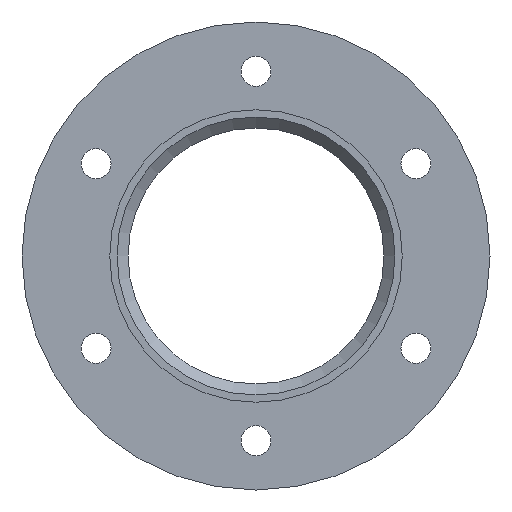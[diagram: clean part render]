
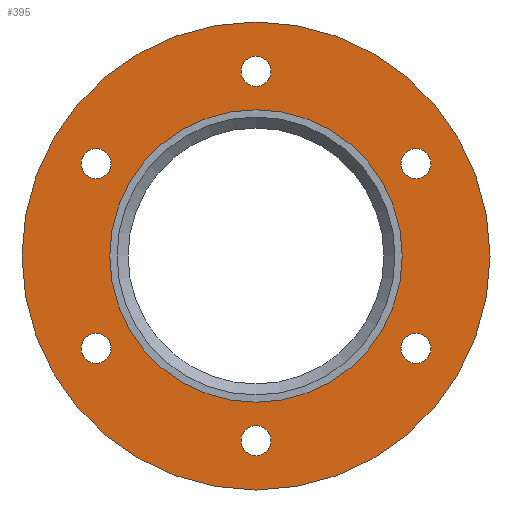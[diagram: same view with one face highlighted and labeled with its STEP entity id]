
A CAD part, left-side view. The second image highlights one B-rep face of the part: STEP entity #395.
In plain terms, the highlighted planar face has unit normal (-1, 0, 0).
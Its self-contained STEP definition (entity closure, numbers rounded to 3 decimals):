
#239 = CYLINDRICAL_SURFACE('',#240,40.);
#240 = AXIS2_PLACEMENT_3D('',#241,#242,#243);
#241 = CARTESIAN_POINT('',(0.,0.,0.));
#242 = DIRECTION('',(1.,0.,0.));
#243 = DIRECTION('',(0.,1.,0.));
#289 = EDGE_CURVE('',#290,#290,#292,.T.);
#290 = VERTEX_POINT('',#291);
#291 = CARTESIAN_POINT('',(0.,40.,0.));
#292 = SURFACE_CURVE('',#293,(#298,#305),.PCURVE_S1.);
#293 = CIRCLE('',#294,40.);
#294 = AXIS2_PLACEMENT_3D('',#295,#296,#297);
#295 = CARTESIAN_POINT('',(0.,0.,0.));
#296 = DIRECTION('',(-1.,0.,0.));
#297 = DIRECTION('',(0.,1.,0.));
#298 = PCURVE('',#239,#299);
#299 = DEFINITIONAL_REPRESENTATION('',(#300),#304);
#300 = LINE('',#301,#302);
#301 = CARTESIAN_POINT('',(-0.,0.));
#302 = VECTOR('',#303,1.);
#303 = DIRECTION('',(-1.,0.));
#304 = ( GEOMETRIC_REPRESENTATION_CONTEXT(2) 
PARAMETRIC_REPRESENTATION_CONTEXT() REPRESENTATION_CONTEXT('2D SPACE',''
  ) );
#305 = PCURVE('',#306,#311);
#306 = PLANE('',#307);
#307 = AXIS2_PLACEMENT_3D('',#308,#309,#310);
#308 = CARTESIAN_POINT('',(0.,0.,0.));
#309 = DIRECTION('',(-1.,-0.,-0.));
#310 = DIRECTION('',(0.,1.,0.));
#311 = DEFINITIONAL_REPRESENTATION('',(#312),#316);
#312 = CIRCLE('',#313,40.);
#313 = AXIS2_PLACEMENT_2D('',#314,#315);
#314 = CARTESIAN_POINT('',(0.,0.));
#315 = DIRECTION('',(1.,-0.));
#316 = ( GEOMETRIC_REPRESENTATION_CONTEXT(2) 
PARAMETRIC_REPRESENTATION_CONTEXT() REPRESENTATION_CONTEXT('2D SPACE',''
  ) );
#395 = ADVANCED_FACE('',(#396,#427,#458,#489,#520,#551,#554,#585),#306,
  .T.);
#396 = FACE_BOUND('',#397,.F.);
#397 = EDGE_LOOP('',(#398));
#398 = ORIENTED_EDGE('',*,*,#399,.F.);
#399 = EDGE_CURVE('',#400,#400,#402,.T.);
#400 = VERTEX_POINT('',#401);
#401 = CARTESIAN_POINT('',(0.,64.,0.));
#402 = SURFACE_CURVE('',#403,(#408,#415),.PCURVE_S1.);
#403 = CIRCLE('',#404,64.);
#404 = AXIS2_PLACEMENT_3D('',#405,#406,#407);
#405 = CARTESIAN_POINT('',(0.,0.,0.));
#406 = DIRECTION('',(-1.,0.,0.));
#407 = DIRECTION('',(0.,1.,0.));
#408 = PCURVE('',#306,#409);
#409 = DEFINITIONAL_REPRESENTATION('',(#410),#414);
#410 = CIRCLE('',#411,64.);
#411 = AXIS2_PLACEMENT_2D('',#412,#413);
#412 = CARTESIAN_POINT('',(0.,0.));
#413 = DIRECTION('',(1.,-0.));
#414 = ( GEOMETRIC_REPRESENTATION_CONTEXT(2) 
PARAMETRIC_REPRESENTATION_CONTEXT() REPRESENTATION_CONTEXT('2D SPACE',''
  ) );
#415 = PCURVE('',#416,#421);
#416 = CYLINDRICAL_SURFACE('',#417,64.);
#417 = AXIS2_PLACEMENT_3D('',#418,#419,#420);
#418 = CARTESIAN_POINT('',(0.,0.,0.));
#419 = DIRECTION('',(1.,0.,0.));
#420 = DIRECTION('',(0.,1.,0.));
#421 = DEFINITIONAL_REPRESENTATION('',(#422),#426);
#422 = LINE('',#423,#424);
#423 = CARTESIAN_POINT('',(-0.,0.));
#424 = VECTOR('',#425,1.);
#425 = DIRECTION('',(-1.,0.));
#426 = ( GEOMETRIC_REPRESENTATION_CONTEXT(2) 
PARAMETRIC_REPRESENTATION_CONTEXT() REPRESENTATION_CONTEXT('2D SPACE',''
  ) );
#427 = FACE_BOUND('',#428,.F.);
#428 = EDGE_LOOP('',(#429));
#429 = ORIENTED_EDGE('',*,*,#430,.T.);
#430 = EDGE_CURVE('',#431,#431,#433,.T.);
#431 = VERTEX_POINT('',#432);
#432 = CARTESIAN_POINT('',(0.,47.285,-27.3));
#433 = SURFACE_CURVE('',#434,(#439,#446),.PCURVE_S1.);
#434 = CIRCLE('',#435,4.1);
#435 = AXIS2_PLACEMENT_3D('',#436,#437,#438);
#436 = CARTESIAN_POINT('',(0.,43.734,-25.25));
#437 = DIRECTION('',(-1.,0.,-0.));
#438 = DIRECTION('',(0.,0.866,-0.5));
#439 = PCURVE('',#306,#440);
#440 = DEFINITIONAL_REPRESENTATION('',(#441),#445);
#441 = CIRCLE('',#442,4.1);
#442 = AXIS2_PLACEMENT_2D('',#443,#444);
#443 = CARTESIAN_POINT('',(43.734,25.25));
#444 = DIRECTION('',(0.866,0.5));
#445 = ( GEOMETRIC_REPRESENTATION_CONTEXT(2) 
PARAMETRIC_REPRESENTATION_CONTEXT() REPRESENTATION_CONTEXT('2D SPACE',''
  ) );
#446 = PCURVE('',#447,#452);
#447 = CYLINDRICAL_SURFACE('',#448,4.1);
#448 = AXIS2_PLACEMENT_3D('',#449,#450,#451);
#449 = CARTESIAN_POINT('',(0.,43.734,-25.25));
#450 = DIRECTION('',(1.,0.,0.));
#451 = DIRECTION('',(0.,0.866,-0.5));
#452 = DEFINITIONAL_REPRESENTATION('',(#453),#457);
#453 = LINE('',#454,#455);
#454 = CARTESIAN_POINT('',(-0.,0.));
#455 = VECTOR('',#456,1.);
#456 = DIRECTION('',(-1.,0.));
#457 = ( GEOMETRIC_REPRESENTATION_CONTEXT(2) 
PARAMETRIC_REPRESENTATION_CONTEXT() REPRESENTATION_CONTEXT('2D SPACE',''
  ) );
#458 = FACE_BOUND('',#459,.F.);
#459 = EDGE_LOOP('',(#460));
#460 = ORIENTED_EDGE('',*,*,#461,.T.);
#461 = EDGE_CURVE('',#462,#462,#464,.T.);
#462 = VERTEX_POINT('',#463);
#463 = CARTESIAN_POINT('',(0.,47.285,27.3));
#464 = SURFACE_CURVE('',#465,(#470,#477),.PCURVE_S1.);
#465 = CIRCLE('',#466,4.1);
#466 = AXIS2_PLACEMENT_3D('',#467,#468,#469);
#467 = CARTESIAN_POINT('',(0.,43.734,25.25));
#468 = DIRECTION('',(-1.,0.,0.));
#469 = DIRECTION('',(0.,0.866,0.5));
#470 = PCURVE('',#306,#471);
#471 = DEFINITIONAL_REPRESENTATION('',(#472),#476);
#472 = CIRCLE('',#473,4.1);
#473 = AXIS2_PLACEMENT_2D('',#474,#475);
#474 = CARTESIAN_POINT('',(43.734,-25.25));
#475 = DIRECTION('',(0.866,-0.5));
#476 = ( GEOMETRIC_REPRESENTATION_CONTEXT(2) 
PARAMETRIC_REPRESENTATION_CONTEXT() REPRESENTATION_CONTEXT('2D SPACE',''
  ) );
#477 = PCURVE('',#478,#483);
#478 = CYLINDRICAL_SURFACE('',#479,4.1);
#479 = AXIS2_PLACEMENT_3D('',#480,#481,#482);
#480 = CARTESIAN_POINT('',(0.,43.734,25.25));
#481 = DIRECTION('',(1.,0.,0.));
#482 = DIRECTION('',(0.,0.866,0.5));
#483 = DEFINITIONAL_REPRESENTATION('',(#484),#488);
#484 = LINE('',#485,#486);
#485 = CARTESIAN_POINT('',(-0.,0.));
#486 = VECTOR('',#487,1.);
#487 = DIRECTION('',(-1.,0.));
#488 = ( GEOMETRIC_REPRESENTATION_CONTEXT(2) 
PARAMETRIC_REPRESENTATION_CONTEXT() REPRESENTATION_CONTEXT('2D SPACE',''
  ) );
#489 = FACE_BOUND('',#490,.F.);
#490 = EDGE_LOOP('',(#491));
#491 = ORIENTED_EDGE('',*,*,#492,.T.);
#492 = EDGE_CURVE('',#493,#493,#495,.T.);
#493 = VERTEX_POINT('',#494);
#494 = CARTESIAN_POINT('',(0.,0.,54.6));
#495 = SURFACE_CURVE('',#496,(#501,#508),.PCURVE_S1.);
#496 = CIRCLE('',#497,4.1);
#497 = AXIS2_PLACEMENT_3D('',#498,#499,#500);
#498 = CARTESIAN_POINT('',(0.,0.,50.5));
#499 = DIRECTION('',(-1.,0.,0.));
#500 = DIRECTION('',(0.,0.,1.));
#501 = PCURVE('',#306,#502);
#502 = DEFINITIONAL_REPRESENTATION('',(#503),#507);
#503 = CIRCLE('',#504,4.1);
#504 = AXIS2_PLACEMENT_2D('',#505,#506);
#505 = CARTESIAN_POINT('',(0.,-50.5));
#506 = DIRECTION('',(-0.,-1.));
#507 = ( GEOMETRIC_REPRESENTATION_CONTEXT(2) 
PARAMETRIC_REPRESENTATION_CONTEXT() REPRESENTATION_CONTEXT('2D SPACE',''
  ) );
#508 = PCURVE('',#509,#514);
#509 = CYLINDRICAL_SURFACE('',#510,4.1);
#510 = AXIS2_PLACEMENT_3D('',#511,#512,#513);
#511 = CARTESIAN_POINT('',(0.,0.,50.5));
#512 = DIRECTION('',(1.,0.,0.));
#513 = DIRECTION('',(0.,0.,1.));
#514 = DEFINITIONAL_REPRESENTATION('',(#515),#519);
#515 = LINE('',#516,#517);
#516 = CARTESIAN_POINT('',(-0.,0.));
#517 = VECTOR('',#518,1.);
#518 = DIRECTION('',(-1.,0.));
#519 = ( GEOMETRIC_REPRESENTATION_CONTEXT(2) 
PARAMETRIC_REPRESENTATION_CONTEXT() REPRESENTATION_CONTEXT('2D SPACE',''
  ) );
#520 = FACE_BOUND('',#521,.F.);
#521 = EDGE_LOOP('',(#522));
#522 = ORIENTED_EDGE('',*,*,#523,.T.);
#523 = EDGE_CURVE('',#524,#524,#526,.T.);
#524 = VERTEX_POINT('',#525);
#525 = CARTESIAN_POINT('',(0.,-47.285,27.3));
#526 = SURFACE_CURVE('',#527,(#532,#539),.PCURVE_S1.);
#527 = CIRCLE('',#528,4.1);
#528 = AXIS2_PLACEMENT_3D('',#529,#530,#531);
#529 = CARTESIAN_POINT('',(0.,-43.734,25.25));
#530 = DIRECTION('',(-1.,0.,0.));
#531 = DIRECTION('',(0.,-0.866,0.5));
#532 = PCURVE('',#306,#533);
#533 = DEFINITIONAL_REPRESENTATION('',(#534),#538);
#534 = CIRCLE('',#535,4.1);
#535 = AXIS2_PLACEMENT_2D('',#536,#537);
#536 = CARTESIAN_POINT('',(-43.734,-25.25));
#537 = DIRECTION('',(-0.866,-0.5));
#538 = ( GEOMETRIC_REPRESENTATION_CONTEXT(2) 
PARAMETRIC_REPRESENTATION_CONTEXT() REPRESENTATION_CONTEXT('2D SPACE',''
  ) );
#539 = PCURVE('',#540,#545);
#540 = CYLINDRICAL_SURFACE('',#541,4.1);
#541 = AXIS2_PLACEMENT_3D('',#542,#543,#544);
#542 = CARTESIAN_POINT('',(0.,-43.734,25.25));
#543 = DIRECTION('',(1.,0.,0.));
#544 = DIRECTION('',(0.,-0.866,0.5));
#545 = DEFINITIONAL_REPRESENTATION('',(#546),#550);
#546 = LINE('',#547,#548);
#547 = CARTESIAN_POINT('',(-0.,0.));
#548 = VECTOR('',#549,1.);
#549 = DIRECTION('',(-1.,0.));
#550 = ( GEOMETRIC_REPRESENTATION_CONTEXT(2) 
PARAMETRIC_REPRESENTATION_CONTEXT() REPRESENTATION_CONTEXT('2D SPACE',''
  ) );
#551 = FACE_BOUND('',#552,.F.);
#552 = EDGE_LOOP('',(#553));
#553 = ORIENTED_EDGE('',*,*,#289,.T.);
#554 = FACE_BOUND('',#555,.F.);
#555 = EDGE_LOOP('',(#556));
#556 = ORIENTED_EDGE('',*,*,#557,.T.);
#557 = EDGE_CURVE('',#558,#558,#560,.T.);
#558 = VERTEX_POINT('',#559);
#559 = CARTESIAN_POINT('',(0.,-47.285,-27.3));
#560 = SURFACE_CURVE('',#561,(#566,#573),.PCURVE_S1.);
#561 = CIRCLE('',#562,4.1);
#562 = AXIS2_PLACEMENT_3D('',#563,#564,#565);
#563 = CARTESIAN_POINT('',(0.,-43.734,-25.25));
#564 = DIRECTION('',(-1.,-0.,0.));
#565 = DIRECTION('',(0.,-0.866,-0.5));
#566 = PCURVE('',#306,#567);
#567 = DEFINITIONAL_REPRESENTATION('',(#568),#572);
#568 = CIRCLE('',#569,4.1);
#569 = AXIS2_PLACEMENT_2D('',#570,#571);
#570 = CARTESIAN_POINT('',(-43.734,25.25));
#571 = DIRECTION('',(-0.866,0.5));
#572 = ( GEOMETRIC_REPRESENTATION_CONTEXT(2) 
PARAMETRIC_REPRESENTATION_CONTEXT() REPRESENTATION_CONTEXT('2D SPACE',''
  ) );
#573 = PCURVE('',#574,#579);
#574 = CYLINDRICAL_SURFACE('',#575,4.1);
#575 = AXIS2_PLACEMENT_3D('',#576,#577,#578);
#576 = CARTESIAN_POINT('',(0.,-43.734,-25.25));
#577 = DIRECTION('',(1.,0.,0.));
#578 = DIRECTION('',(0.,-0.866,-0.5));
#579 = DEFINITIONAL_REPRESENTATION('',(#580),#584);
#580 = LINE('',#581,#582);
#581 = CARTESIAN_POINT('',(-0.,0.));
#582 = VECTOR('',#583,1.);
#583 = DIRECTION('',(-1.,0.));
#584 = ( GEOMETRIC_REPRESENTATION_CONTEXT(2) 
PARAMETRIC_REPRESENTATION_CONTEXT() REPRESENTATION_CONTEXT('2D SPACE',''
  ) );
#585 = FACE_BOUND('',#586,.F.);
#586 = EDGE_LOOP('',(#587));
#587 = ORIENTED_EDGE('',*,*,#588,.T.);
#588 = EDGE_CURVE('',#589,#589,#591,.T.);
#589 = VERTEX_POINT('',#590);
#590 = CARTESIAN_POINT('',(0.,0.,-54.6));
#591 = SURFACE_CURVE('',#592,(#597,#604),.PCURVE_S1.);
#592 = CIRCLE('',#593,4.1);
#593 = AXIS2_PLACEMENT_3D('',#594,#595,#596);
#594 = CARTESIAN_POINT('',(0.,0.,-50.5));
#595 = DIRECTION('',(-1.,0.,-0.));
#596 = DIRECTION('',(0.,0.,-1.));
#597 = PCURVE('',#306,#598);
#598 = DEFINITIONAL_REPRESENTATION('',(#599),#603);
#599 = CIRCLE('',#600,4.1);
#600 = AXIS2_PLACEMENT_2D('',#601,#602);
#601 = CARTESIAN_POINT('',(0.,50.5));
#602 = DIRECTION('',(0.,1.));
#603 = ( GEOMETRIC_REPRESENTATION_CONTEXT(2) 
PARAMETRIC_REPRESENTATION_CONTEXT() REPRESENTATION_CONTEXT('2D SPACE',''
  ) );
#604 = PCURVE('',#605,#610);
#605 = CYLINDRICAL_SURFACE('',#606,4.1);
#606 = AXIS2_PLACEMENT_3D('',#607,#608,#609);
#607 = CARTESIAN_POINT('',(0.,0.,-50.5));
#608 = DIRECTION('',(1.,0.,0.));
#609 = DIRECTION('',(0.,0.,-1.));
#610 = DEFINITIONAL_REPRESENTATION('',(#611),#615);
#611 = LINE('',#612,#613);
#612 = CARTESIAN_POINT('',(-0.,0.));
#613 = VECTOR('',#614,1.);
#614 = DIRECTION('',(-1.,0.));
#615 = ( GEOMETRIC_REPRESENTATION_CONTEXT(2) 
PARAMETRIC_REPRESENTATION_CONTEXT() REPRESENTATION_CONTEXT('2D SPACE',''
  ) );
